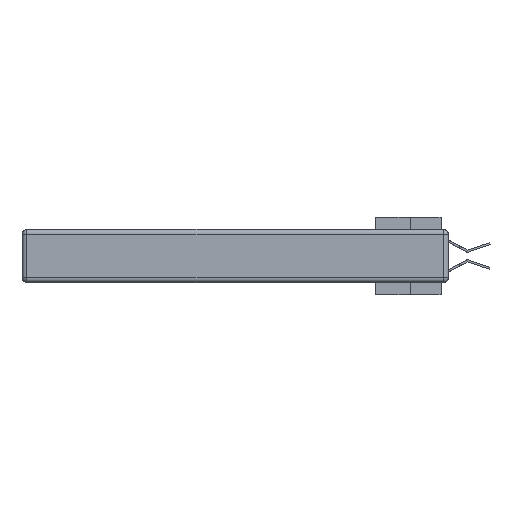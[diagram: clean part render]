
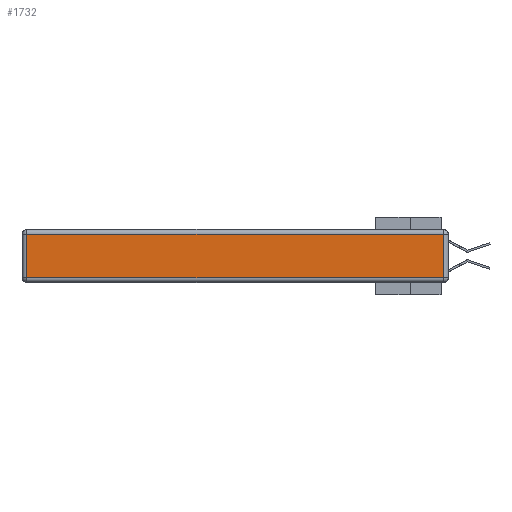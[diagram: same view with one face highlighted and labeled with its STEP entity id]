
A CAD part, left-side view. The second image highlights one B-rep face of the part: STEP entity #1732.
In plain terms, the highlighted planar face has unit normal (-1, 0, 0).
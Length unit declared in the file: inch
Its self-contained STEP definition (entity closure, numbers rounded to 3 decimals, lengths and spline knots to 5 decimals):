
#541 = EDGE_CURVE ( 'NONE', #10580, #10070, #5121, .T. ) ;
#1172 = PLANE ( 'NONE',  #12670 ) ;
#1443 = LINE ( 'NONE', #17801, #8649 ) ;
#1732 = ADVANCED_FACE ( 'NONE', ( #7541 ), #1172, .T. ) ;
#2590 = VERTEX_POINT ( 'NONE', #8664 ) ;
#3340 = CARTESIAN_POINT ( 'NONE',  ( 0., 0.03, -0.313 ) ) ;
#5121 = LINE ( 'NONE', #14351, #5591 ) ;
#5216 = EDGE_LOOP ( 'NONE', ( #19173, #21801, #17930, #18696 ) ) ;
#5591 = VECTOR ( 'NONE', #23616, 39.37008 ) ;
#7541 = FACE_OUTER_BOUND ( 'NONE', #5216, .T. ) ;
#8649 = VECTOR ( 'NONE', #10681, 39.37008 ) ;
#8664 = CARTESIAN_POINT ( 'NONE',  ( 0., 2.72, -0.03 ) ) ;
#9960 = CARTESIAN_POINT ( 'NONE',  ( 0., 0., -0.343 ) ) ;
#10007 = CARTESIAN_POINT ( 'NONE',  ( 0., 0.03, -0.343 ) ) ;
#10070 = VERTEX_POINT ( 'NONE', #3340 ) ;
#10580 = VERTEX_POINT ( 'NONE', #15099 ) ;
#10681 = DIRECTION ( 'NONE',  ( 0., 0., -1. ) ) ;
#10861 = CARTESIAN_POINT ( 'NONE',  ( 0., 2.75, -0.03 ) ) ;
#12262 = DIRECTION ( 'NONE',  ( 0., 0., 1. ) ) ;
#12670 = AXIS2_PLACEMENT_3D ( 'NONE', #9960, #21332, #21780 ) ;
#14351 = CARTESIAN_POINT ( 'NONE',  ( 0., 0., -0.313 ) ) ;
#15018 = EDGE_CURVE ( 'NONE', #26619, #2590, #17685, .T. ) ;
#15099 = CARTESIAN_POINT ( 'NONE',  ( 0., 2.72, -0.313 ) ) ;
#15525 = VECTOR ( 'NONE', #24665, 39.37008 ) ;
#15809 = EDGE_CURVE ( 'NONE', #10070, #26619, #26530, .T. ) ;
#17685 = LINE ( 'NONE', #10861, #15525 ) ;
#17801 = CARTESIAN_POINT ( 'NONE',  ( 0., 2.72, -0.343 ) ) ;
#17930 = ORIENTED_EDGE ( 'NONE', *, *, #15018, .T. ) ;
#18696 = ORIENTED_EDGE ( 'NONE', *, *, #22904, .T. ) ;
#19173 = ORIENTED_EDGE ( 'NONE', *, *, #541, .T. ) ;
#21332 = DIRECTION ( 'NONE',  ( -1., 0., 0. ) ) ;
#21415 = CARTESIAN_POINT ( 'NONE',  ( 0., 0.03, -0.03 ) ) ;
#21780 = DIRECTION ( 'NONE',  ( 0., 0., 1. ) ) ;
#21801 = ORIENTED_EDGE ( 'NONE', *, *, #15809, .T. ) ;
#22904 = EDGE_CURVE ( 'NONE', #2590, #10580, #1443, .T. ) ;
#23616 = DIRECTION ( 'NONE',  ( 0., -1., 0. ) ) ;
#24665 = DIRECTION ( 'NONE',  ( 0., 1., 0. ) ) ;
#26530 = LINE ( 'NONE', #10007, #26717 ) ;
#26619 = VERTEX_POINT ( 'NONE', #21415 ) ;
#26717 = VECTOR ( 'NONE', #12262, 39.37008 ) ;
